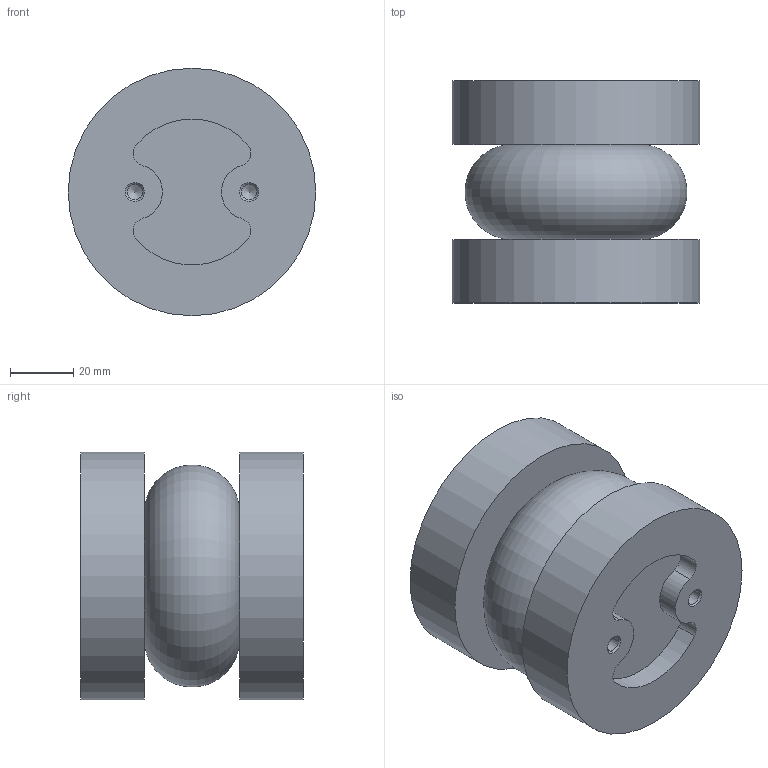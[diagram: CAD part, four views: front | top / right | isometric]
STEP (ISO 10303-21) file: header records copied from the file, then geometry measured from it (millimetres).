
FILE_DESCRIPTION(/* description */ ('STEP AP214'),/* implementation_level */ '2;1');
FILE_NAME(/* name */ '2748903_EB-80-20',/* time_stamp */ '2024-08-27T10:12:35+02:00',/* author */ ('License CC BY-ND 4.0'),/* organization */ ('CADENAS'),/* preprocessor_version */ 'ST-DEVELOPER v19.3',/* originating_system */ 'PARTsolutions',/* authorisation */ ' ');
FILE_SCHEMA (('AUTOMOTIVE_DESIGN {1 0 10303 214 3 1 1}'));
Length unit declared in the file: millimetre
Products named in the file (1): 2748903 EB-80-20---(70)
Bounding box: 78 x 70 x 78 mm (x, y, z)
Volume: 270856.3 mm3; surface area: 38883.2 mm2
Topology: 1 solids, 1 shells, 41 faces, 94 edges, 61 vertices
Faces by surface type: cylinder 23, cone 9, plane 8, torus 1
Full cylindrical faces by diameter (mm): 4.917 x4, 11.445 x1, 78 x2
Entity records: 1351 total; most frequent: DIRECTION 206, CARTESIAN_POINT 168, ORIENTED_EDGE 138, AXIS2_PLACEMENT_3D 95, EDGE_CURVE 69, FACE_BOUND 68, EDGE_LOOP 64, VERTEX_POINT 57
